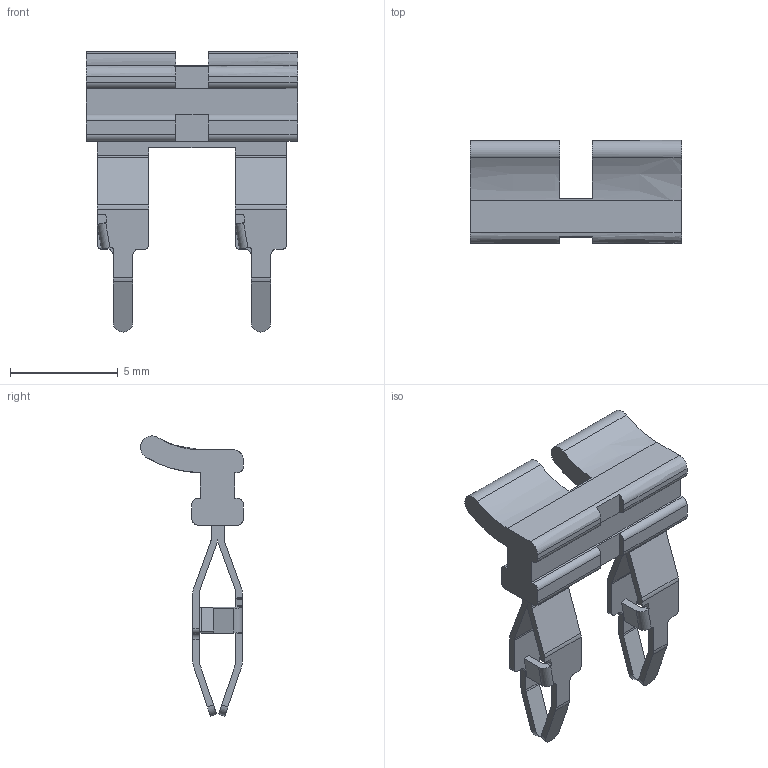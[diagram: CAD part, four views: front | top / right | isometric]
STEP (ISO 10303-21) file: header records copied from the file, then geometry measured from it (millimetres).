
FILE_DESCRIPTION(('CATIA V5 STEP Exchange','CAx-IF Rec.Pracs.--- Model Styling and Organization---1.4--- 2014-01-23'),'2;1');
FILE_NAME ('D1365772_2', '2019-02-28T12:05:24+00:00', ('none'), ('Weidmueller'), 'CATIA Version 5-6 Release 2016 SP3 HF44', 'CATIA V5 STEP AP214', 'none');
FILE_SCHEMA(('AUTOMOTIVE_DESIGN { 1 0 10303 214 1 1 1 1 }'));
Length unit declared in the file: millimetre
Products named in the file (1): S3D_TCC_6-4_2_BL
Bounding box: 9.8 x 4.78 x 13 mm (x, y, z)
Volume: 111.2 mm3; surface area: 450.2 mm2
Topology: 2 solids, 2 shells, 191 faces, 594 edges, 408 vertices
Faces by surface type: plane 111, cylinder 76, extrusion 4
Entity records: 6803 total; most frequent: CARTESIAN_POINT 1576, ORIENTED_EDGE 1188, DIRECTION 812, EDGE_CURVE 594, VERTEX_POINT 408, VECTOR 385, LINE 381, AXIS2_PLACEMENT_3D 260
